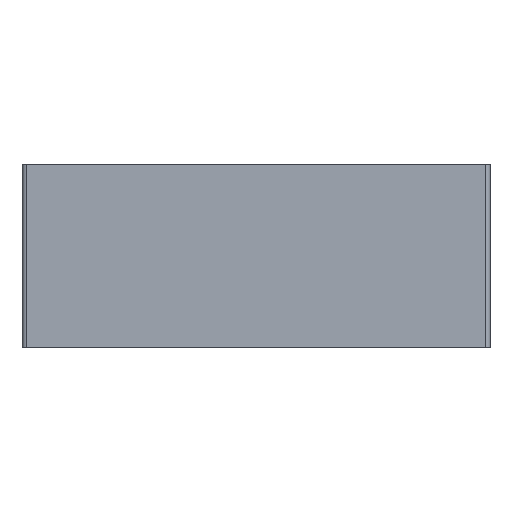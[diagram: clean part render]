
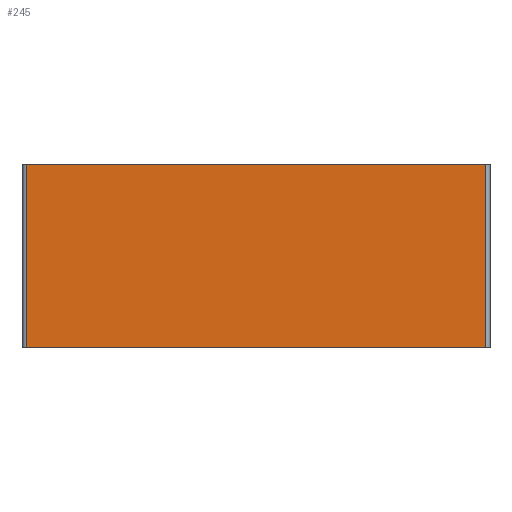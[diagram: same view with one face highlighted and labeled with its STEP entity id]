
A CAD part, front view. The second image highlights one B-rep face of the part: STEP entity #245.
In plain terms, the highlighted planar face has unit normal (0, -1, 0).
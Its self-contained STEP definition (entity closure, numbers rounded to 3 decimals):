
#1 = CARTESIAN_POINT ( 'NONE',  ( -270., -2., 108. ) ) ;
#40 = PLANE ( 'NONE',  #942 ) ;
#59 = DIRECTION ( 'NONE',  ( 1., 0., 0. ) ) ;
#114 = VERTEX_POINT ( 'NONE', #757 ) ;
#129 = ORIENTED_EDGE ( 'NONE', *, *, #688, .T. ) ;
#136 = VERTEX_POINT ( 'NONE', #348 ) ;
#138 = DIRECTION ( 'NONE',  ( -1., 0., 0. ) ) ;
#178 = VECTOR ( 'NONE', #861, 1000. ) ;
#192 = VERTEX_POINT ( 'NONE', #693 ) ;
#197 = LINE ( 'NONE', #523, #178 ) ;
#245 = ADVANCED_FACE ( 'NONE', ( #787 ), #40, .T. ) ;
#284 = VECTOR ( 'NONE', #59, 1000. ) ;
#326 = EDGE_CURVE ( 'NONE', #136, #114, #547, .T. ) ;
#327 = EDGE_CURVE ( 'NONE', #802, #192, #464, .T. ) ;
#332 = ORIENTED_EDGE ( 'NONE', *, *, #326, .F. ) ;
#334 = DIRECTION ( 'NONE',  ( 0., 0., -1. ) ) ;
#348 = CARTESIAN_POINT ( 'NONE',  ( 270., -2., -108. ) ) ;
#369 = CARTESIAN_POINT ( 'NONE',  ( 0., -2., 0. ) ) ;
#382 = CARTESIAN_POINT ( 'NONE',  ( -270., -2., 108. ) ) ;
#464 = LINE ( 'NONE', #804, #284 ) ;
#476 = EDGE_CURVE ( 'NONE', #802, #114, #745, .T. ) ;
#504 = VECTOR ( 'NONE', #138, 1000. ) ;
#523 = CARTESIAN_POINT ( 'NONE',  ( 270., -2., -108. ) ) ;
#547 = LINE ( 'NONE', #885, #504 ) ;
#667 = EDGE_LOOP ( 'NONE', ( #332, #129, #1029, #995 ) ) ;
#688 = EDGE_CURVE ( 'NONE', #136, #192, #197, .T. ) ;
#693 = CARTESIAN_POINT ( 'NONE',  ( 270., -2., 108. ) ) ;
#703 = DIRECTION ( 'NONE',  ( 0., -1., 0. ) ) ;
#745 = LINE ( 'NONE', #1, #772 ) ;
#757 = CARTESIAN_POINT ( 'NONE',  ( -270., -2., -108. ) ) ;
#772 = VECTOR ( 'NONE', #334, 1000. ) ;
#787 = FACE_OUTER_BOUND ( 'NONE', #667, .T. ) ;
#802 = VERTEX_POINT ( 'NONE', #382 ) ;
#804 = CARTESIAN_POINT ( 'NONE',  ( -273., -2., 108. ) ) ;
#861 = DIRECTION ( 'NONE',  ( 0., 0., 1. ) ) ;
#885 = CARTESIAN_POINT ( 'NONE',  ( -273., -2., -108. ) ) ;
#942 = AXIS2_PLACEMENT_3D ( 'NONE', #369, #703, #1032 ) ;
#995 = ORIENTED_EDGE ( 'NONE', *, *, #476, .T. ) ;
#1029 = ORIENTED_EDGE ( 'NONE', *, *, #327, .F. ) ;
#1032 = DIRECTION ( 'NONE',  ( 0., 0., -1. ) ) ;
